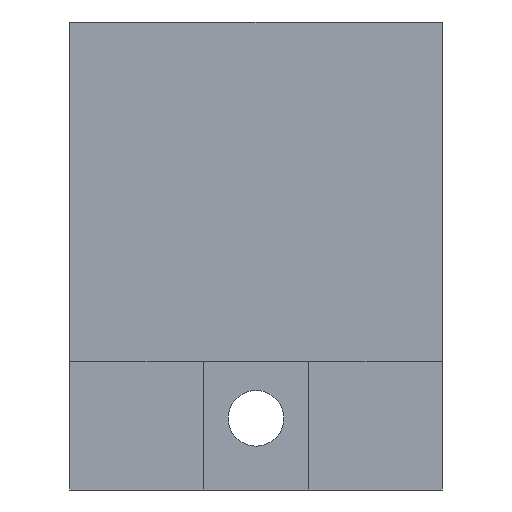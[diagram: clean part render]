
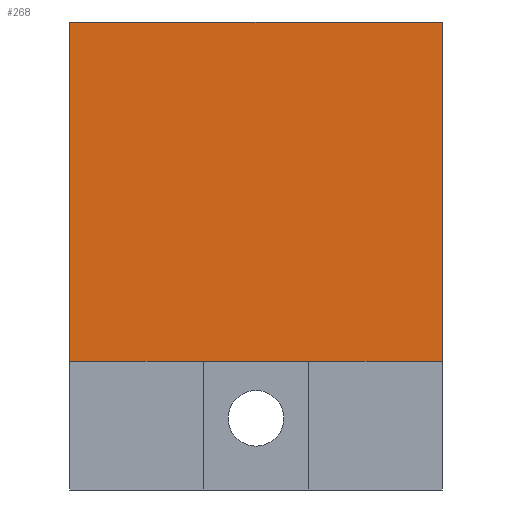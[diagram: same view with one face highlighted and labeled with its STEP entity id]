
A CAD part, front view. The second image highlights one B-rep face of the part: STEP entity #268.
In plain terms, the highlighted planar face has unit normal (0, -1, 0).
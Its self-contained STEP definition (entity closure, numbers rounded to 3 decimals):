
#11 = VECTOR ( 'NONE', #87, 1000. ) ;
#35 = VERTEX_POINT ( 'NONE', #61 ) ;
#61 = CARTESIAN_POINT ( 'NONE',  ( -9., 16.6, 32. ) ) ;
#67 = CARTESIAN_POINT ( 'NONE',  ( -9., 16.6, 2. ) ) ;
#75 = LINE ( 'NONE', #508, #526 ) ;
#87 = DIRECTION ( 'NONE',  ( 1., 0., 0. ) ) ;
#93 = ORIENTED_EDGE ( 'NONE', *, *, #427, .T. ) ;
#114 = CARTESIAN_POINT ( 'NONE',  ( 16.5, 16.6, 8.8 ) ) ;
#148 = DIRECTION ( 'NONE',  ( -1., 0., 0. ) ) ;
#163 = DIRECTION ( 'NONE',  ( 0., 0., -1. ) ) ;
#165 = DIRECTION ( 'NONE',  ( 0., 0., -1. ) ) ;
#187 = ORIENTED_EDGE ( 'NONE', *, *, #244, .F. ) ;
#205 = VERTEX_POINT ( 'NONE', #376 ) ;
#217 = EDGE_LOOP ( 'NONE', ( #93, #554, #298, #187 ) ) ;
#238 = CARTESIAN_POINT ( 'NONE',  ( 16.5, 16.6, 32. ) ) ;
#244 = EDGE_CURVE ( 'NONE', #35, #605, #514, .T. ) ;
#245 = DIRECTION ( 'NONE',  ( 1., 0., 0. ) ) ;
#249 = VECTOR ( 'NONE', #245, 1000. ) ;
#268 = ADVANCED_FACE ( 'NONE', ( #579 ), #486, .F. ) ;
#295 = CARTESIAN_POINT ( 'NONE',  ( 7.65, 16.6, 8.8 ) ) ;
#298 = ORIENTED_EDGE ( 'NONE', *, *, #474, .F. ) ;
#376 = CARTESIAN_POINT ( 'NONE',  ( -9., 16.6, 8.8 ) ) ;
#382 = EDGE_CURVE ( 'NONE', #205, #521, #527, .T. ) ;
#407 = LINE ( 'NONE', #67, #559 ) ;
#427 = EDGE_CURVE ( 'NONE', #35, #205, #407, .T. ) ;
#439 = DIRECTION ( 'NONE',  ( 0., 1., 0. ) ) ;
#443 = CARTESIAN_POINT ( 'NONE',  ( 40.401, 16.6, 2. ) ) ;
#474 = EDGE_CURVE ( 'NONE', #605, #521, #75, .T. ) ;
#486 = PLANE ( 'NONE',  #507 ) ;
#507 = AXIS2_PLACEMENT_3D ( 'NONE', #443, #439, #148 ) ;
#508 = CARTESIAN_POINT ( 'NONE',  ( 16.5, 16.6, 2. ) ) ;
#514 = LINE ( 'NONE', #519, #11 ) ;
#519 = CARTESIAN_POINT ( 'NONE',  ( -9., 16.6, 32. ) ) ;
#521 = VERTEX_POINT ( 'NONE', #114 ) ;
#526 = VECTOR ( 'NONE', #165, 1000. ) ;
#527 = LINE ( 'NONE', #295, #249 ) ;
#554 = ORIENTED_EDGE ( 'NONE', *, *, #382, .T. ) ;
#559 = VECTOR ( 'NONE', #163, 1000. ) ;
#579 = FACE_OUTER_BOUND ( 'NONE', #217, .T. ) ;
#605 = VERTEX_POINT ( 'NONE', #238 ) ;
